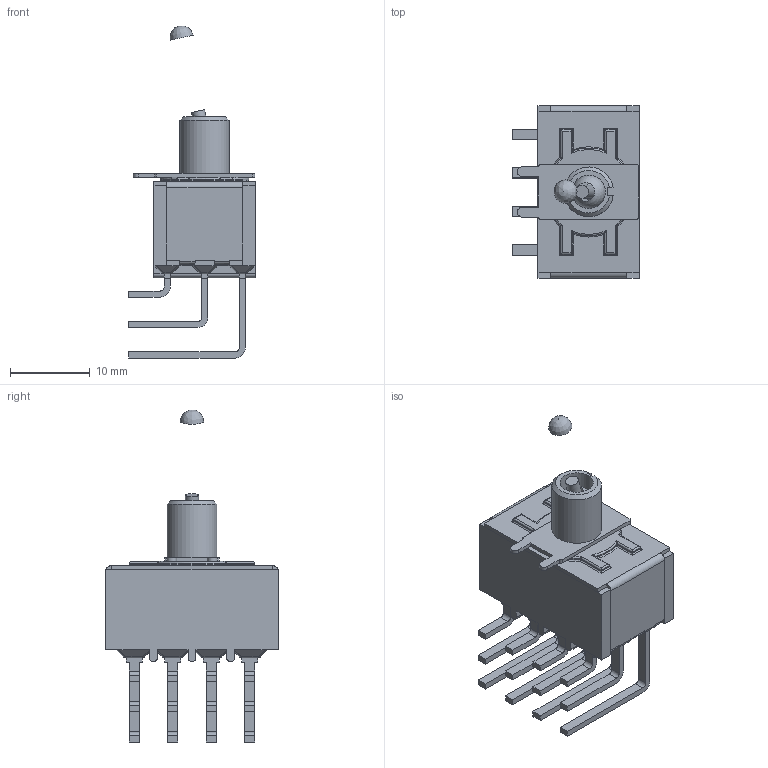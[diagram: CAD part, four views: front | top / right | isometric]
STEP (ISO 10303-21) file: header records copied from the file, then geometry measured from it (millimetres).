
FILE_DESCRIPTION(/* description */ (''),/* implementation_level */ '2;1');
FILE_NAME(/* name */ '1004PxT1B4M7xE.stp',/* time_stamp */ '2026-01-14T12:02:37-06:00',/* author */ ('jmeyers'),/* organization */ (''),/* preprocessor_version */ 'ST-DEVELOPER v18.1',/* originating_system */ 'Autodesk Inventor 2022',/* authorisation */ '');
FILE_SCHEMA (('AUTOMOTIVE_DESIGN { 1 0 10303 214 3 1 1 }'));
Length unit declared in the file: inch
Products named in the file (1): Part15
Bounding box: 15.88 x 21.59 x 41.55 mm (x, y, z)
Volume: 3530 mm3; surface area: 2711.5 mm2
Topology: 1 solids, 2 shells, 605 faces, 1568 edges, 918 vertices
Faces by surface type: plane 348, cylinder 179, sphere 50, bspline 17, torus 8, cone 3
Full cylindrical faces by diameter (mm): 1.65 x1, 4.2 x2
Entity records: 18307 total; most frequent: CARTESIAN_POINT 3794, DIRECTION 3021, ORIENTED_EDGE 3008, EDGE_CURVE 1504, LINE 1095, VECTOR 1095, AXIS2_PLACEMENT_3D 963, VERTEX_POINT 918
